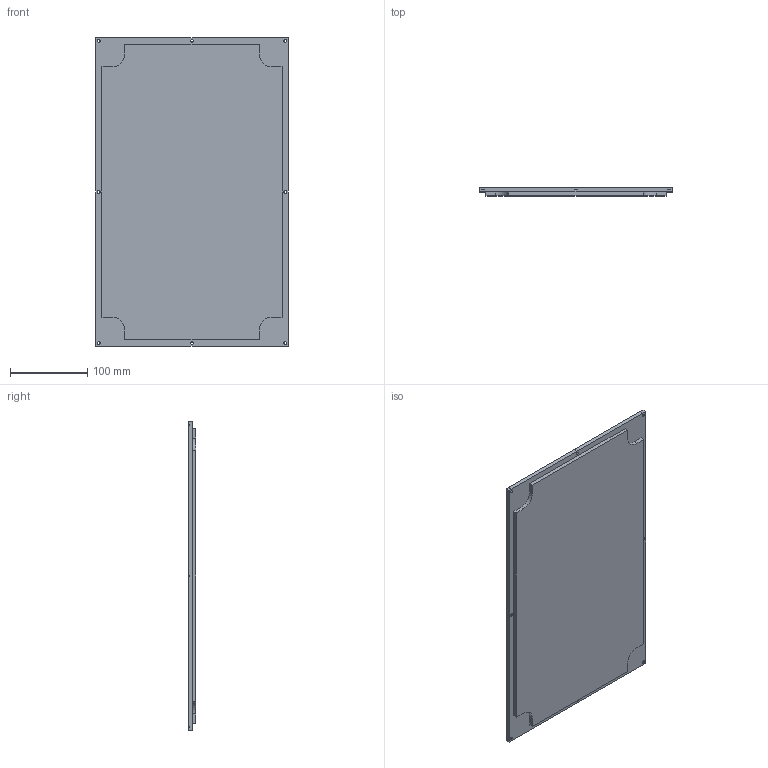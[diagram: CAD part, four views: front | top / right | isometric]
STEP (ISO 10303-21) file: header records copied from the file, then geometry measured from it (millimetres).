
FILE_DESCRIPTION(/* description */ (''),/* implementation_level */ '2;1');
FILE_NAME(/* name */ 'EleBox_oben.stp',/* time_stamp */ '2025-01-13T19:50:25+01:00',/* author */ ('raphi'),/* organization */ (''),/* preprocessor_version */ 'ST-DEVELOPER v20',/* originating_system */ 'Autodesk Inventor 2024',/* authorisation */ '');
FILE_SCHEMA (('AUTOMOTIVE_DESIGN { 1 0 10303 214 3 1 1 }'));
Length unit declared in the file: millimetre
Products named in the file (1): EleBox_oben
Bounding box: 250 x 10 x 400 mm (x, y, z)
Volume: 933822.2 mm3; surface area: 213034.4 mm2
Topology: 1 solids, 1 shells, 47 faces, 108 edges, 72 vertices
Faces by surface type: plane 27, cylinder 20
Full cylindrical faces by diameter (mm): 3.4 x8, 6.5 x8
Entity records: 1417 total; most frequent: DIRECTION 244, CARTESIAN_POINT 228, ORIENTED_EDGE 216, EDGE_CURVE 108, AXIS2_PLACEMENT_3D 88, EDGE_LOOP 72, VERTEX_POINT 72, LINE 68
